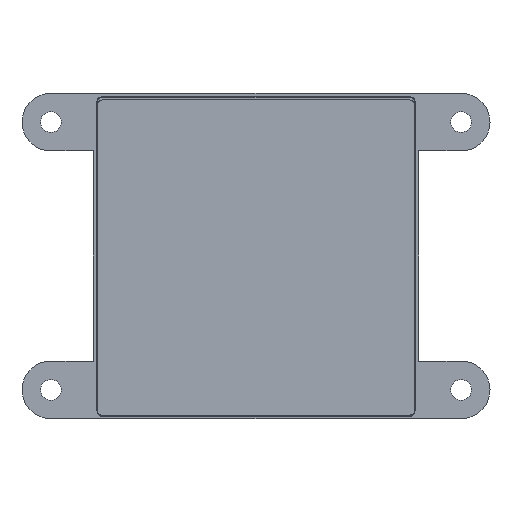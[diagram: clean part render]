
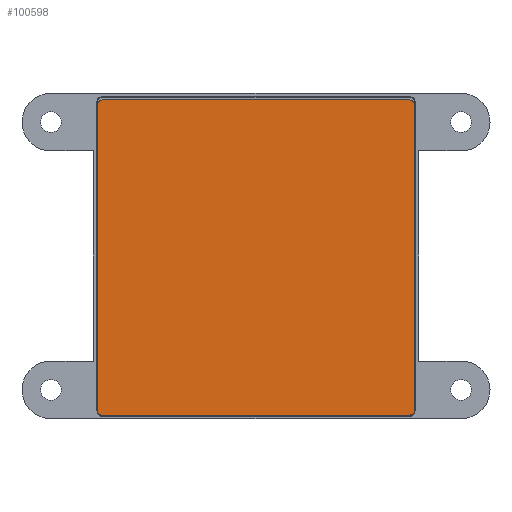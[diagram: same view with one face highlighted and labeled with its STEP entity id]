
A CAD part, front view. The second image highlights one B-rep face of the part: STEP entity #100598.
In plain terms, the highlighted planar face has unit normal (0, -1, 0).
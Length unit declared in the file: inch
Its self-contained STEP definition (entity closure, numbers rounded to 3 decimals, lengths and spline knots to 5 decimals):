
#657 = CARTESIAN_POINT ( 'NONE',  ( 1.05675, 0., 1.07 ) ) ;
#2781 = ORIENTED_EDGE ( 'NONE', *, *, #29369, .F. ) ;
#5975 = CARTESIAN_POINT ( 'NONE',  ( -1.07, 0., 1.07 ) ) ;
#7392 = CARTESIAN_POINT ( 'NONE',  ( -1.03801, 0., 1.07 ) ) ;
#9136 = CARTESIAN_POINT ( 'NONE',  ( 1.07, 0., 1.03801 ) ) ;
#9607 = DIRECTION ( 'NONE',  ( 0., 0., -1. ) ) ;
#12497 = VECTOR ( 'NONE', #9607, 39.37008 ) ;
#12683 = CARTESIAN_POINT ( 'NONE',  ( -1.07, 0., -1.03801 ) ) ;
#14583 = LINE ( 'NONE', #79477, #92018 ) ;
#16555 = CARTESIAN_POINT ( 'NONE',  ( -1.05675, 0., 1.07 ) ) ;
#19506 = CARTESIAN_POINT ( 'NONE',  ( 1.07, 0., -1.03801 ) ) ;
#19822 =( BOUNDED_CURVE ( )  B_SPLINE_CURVE ( 3, ( #96706, #16555, #105198, #89537 ),
 .UNSPECIFIED., .F., .T. ) 
 B_SPLINE_CURVE_WITH_KNOTS ( ( 4, 4 ),
 ( 5.49813, 7.06824 ),
 .UNSPECIFIED. ) 
 CURVE ( )  GEOMETRIC_REPRESENTATION_ITEM ( )  RATIONAL_B_SPLINE_CURVE ( ( 1., 0.805, 0.805, 1. ) ) 
 REPRESENTATION_ITEM ( '' )  );
#19991 = EDGE_CURVE ( 'NONE', #92628, #99851, #19822, .T. ) ;
#21149 = VECTOR ( 'NONE', #25299, 39.37008 ) ;
#21936 = CARTESIAN_POINT ( 'NONE',  ( 1.07, 0., -1.05675 ) ) ;
#22017 = PLANE ( 'NONE',  #31276 ) ;
#22867 = ORIENTED_EDGE ( 'NONE', *, *, #19991, .T. ) ;
#23402 = DIRECTION ( 'NONE',  ( 0., 0., 1. ) ) ;
#25299 = DIRECTION ( 'NONE',  ( 0., 0., 1. ) ) ;
#29369 = EDGE_CURVE ( 'NONE', #61525, #105230, #14583, .T. ) ;
#29742 = LINE ( 'NONE', #5975, #38646 ) ;
#31276 = AXIS2_PLACEMENT_3D ( 'NONE', #78981, #54826, #23402 ) ;
#31517 = EDGE_CURVE ( 'NONE', #60313, #89084, #38035, .T. ) ;
#31984 =( BOUNDED_CURVE ( )  B_SPLINE_CURVE ( 3, ( #86761, #54039, #21936, #70041 ),
 .UNSPECIFIED., .F., .T. ) 
 B_SPLINE_CURVE_WITH_KNOTS ( ( 4, 4 ),
 ( 5.49813, 7.06824 ),
 .UNSPECIFIED. ) 
 CURVE ( )  GEOMETRIC_REPRESENTATION_ITEM ( )  RATIONAL_B_SPLINE_CURVE ( ( 1., 0.805, 0.805, 1. ) ) 
 REPRESENTATION_ITEM ( '' )  );
#32713 = CARTESIAN_POINT ( 'NONE',  ( -1.07, 0., -1.05675 ) ) ;
#33530 = CARTESIAN_POINT ( 'NONE',  ( 1.03801, 0., 1.07 ) ) ;
#34689 = ORIENTED_EDGE ( 'NONE', *, *, #101594, .T. ) ;
#37078 =( BOUNDED_CURVE ( )  B_SPLINE_CURVE ( 3, ( #88321, #32713, #47760, #65188 ),
 .UNSPECIFIED., .F., .F. ) 
 B_SPLINE_CURVE_WITH_KNOTS ( ( 4, 4 ),
 ( 5.49813, 7.06824 ),
 .UNSPECIFIED. ) 
 CURVE ( )  GEOMETRIC_REPRESENTATION_ITEM ( )  RATIONAL_B_SPLINE_CURVE ( ( 1., 0.805, 0.805, 1. ) ) 
 REPRESENTATION_ITEM ( '' )  );
#38035 =( BOUNDED_CURVE ( )  B_SPLINE_CURVE ( 3, ( #9136, #41224, #657, #41920 ),
 .UNSPECIFIED., .F., .F. ) 
 B_SPLINE_CURVE_WITH_KNOTS ( ( 4, 4 ),
 ( 5.49813, 7.06824 ),
 .UNSPECIFIED. ) 
 CURVE ( )  GEOMETRIC_REPRESENTATION_ITEM ( )  RATIONAL_B_SPLINE_CURVE ( ( 1., 0.805, 0.805, 1. ) ) 
 REPRESENTATION_ITEM ( '' )  );
#38646 = VECTOR ( 'NONE', #79361, 39.37008 ) ;
#39269 = LINE ( 'NONE', #58502, #12497 ) ;
#41224 = CARTESIAN_POINT ( 'NONE',  ( 1.07, 0., 1.05675 ) ) ;
#41920 = CARTESIAN_POINT ( 'NONE',  ( 1.03801, 0., 1.07 ) ) ;
#46999 = EDGE_LOOP ( 'NONE', ( #90180, #34689, #2781, #94564, #64445, #50264, #93946, #22867 ) ) ;
#47760 = CARTESIAN_POINT ( 'NONE',  ( -1.05675, 0., -1.07 ) ) ;
#50264 = ORIENTED_EDGE ( 'NONE', *, *, #31517, .T. ) ;
#54039 = CARTESIAN_POINT ( 'NONE',  ( 1.05675, 0., -1.07 ) ) ;
#54826 = DIRECTION ( 'NONE',  ( 0., 1., 0. ) ) ;
#55186 = VERTEX_POINT ( 'NONE', #12683 ) ;
#57185 = EDGE_CURVE ( 'NONE', #61525, #63569, #31984, .T. ) ;
#58502 = CARTESIAN_POINT ( 'NONE',  ( 1.07, 0., -1.07 ) ) ;
#59020 = CARTESIAN_POINT ( 'NONE',  ( 1.03801, 0., -1.07 ) ) ;
#60313 = VERTEX_POINT ( 'NONE', #94880 ) ;
#61525 = VERTEX_POINT ( 'NONE', #59020 ) ;
#63569 = VERTEX_POINT ( 'NONE', #19506 ) ;
#64445 = ORIENTED_EDGE ( 'NONE', *, *, #72777, .F. ) ;
#64481 = LINE ( 'NONE', #81987, #21149 ) ;
#65188 = CARTESIAN_POINT ( 'NONE',  ( -1.03801, 0., -1.07 ) ) ;
#67648 = EDGE_CURVE ( 'NONE', #92628, #89084, #29742, .T. ) ;
#70041 = CARTESIAN_POINT ( 'NONE',  ( 1.07, 0., -1.03801 ) ) ;
#72690 = DIRECTION ( 'NONE',  ( -1., 0., 0. ) ) ;
#72777 = EDGE_CURVE ( 'NONE', #60313, #63569, #39269, .T. ) ;
#76666 = EDGE_CURVE ( 'NONE', #55186, #99851, #64481, .T. ) ;
#78981 = CARTESIAN_POINT ( 'NONE',  ( -1.07, 0., 1.07 ) ) ;
#79361 = DIRECTION ( 'NONE',  ( 1., 0., 0. ) ) ;
#79477 = CARTESIAN_POINT ( 'NONE',  ( -1.07, 0., -1.07 ) ) ;
#80503 = CARTESIAN_POINT ( 'NONE',  ( -1.07, 0., 1.03801 ) ) ;
#81987 = CARTESIAN_POINT ( 'NONE',  ( -1.07, 0., -1.07 ) ) ;
#86063 = FACE_OUTER_BOUND ( 'NONE', #46999, .T. ) ;
#86761 = CARTESIAN_POINT ( 'NONE',  ( 1.03801, 0., -1.07 ) ) ;
#88321 = CARTESIAN_POINT ( 'NONE',  ( -1.07, 0., -1.03801 ) ) ;
#89084 = VERTEX_POINT ( 'NONE', #33530 ) ;
#89537 = CARTESIAN_POINT ( 'NONE',  ( -1.07, 0., 1.03801 ) ) ;
#90180 = ORIENTED_EDGE ( 'NONE', *, *, #76666, .F. ) ;
#92018 = VECTOR ( 'NONE', #72690, 39.37008 ) ;
#92628 = VERTEX_POINT ( 'NONE', #7392 ) ;
#93946 = ORIENTED_EDGE ( 'NONE', *, *, #67648, .F. ) ;
#94564 = ORIENTED_EDGE ( 'NONE', *, *, #57185, .T. ) ;
#94880 = CARTESIAN_POINT ( 'NONE',  ( 1.07, 0., 1.03801 ) ) ;
#96706 = CARTESIAN_POINT ( 'NONE',  ( -1.03801, 0., 1.07 ) ) ;
#99851 = VERTEX_POINT ( 'NONE', #80503 ) ;
#100598 = ADVANCED_FACE ( 'NONE', ( #86063 ), #22017, .F. ) ;
#101594 = EDGE_CURVE ( 'NONE', #55186, #105230, #37078, .T. ) ;
#104809 = CARTESIAN_POINT ( 'NONE',  ( -1.03801, 0., -1.07 ) ) ;
#105198 = CARTESIAN_POINT ( 'NONE',  ( -1.07, 0., 1.05675 ) ) ;
#105230 = VERTEX_POINT ( 'NONE', #104809 ) ;
